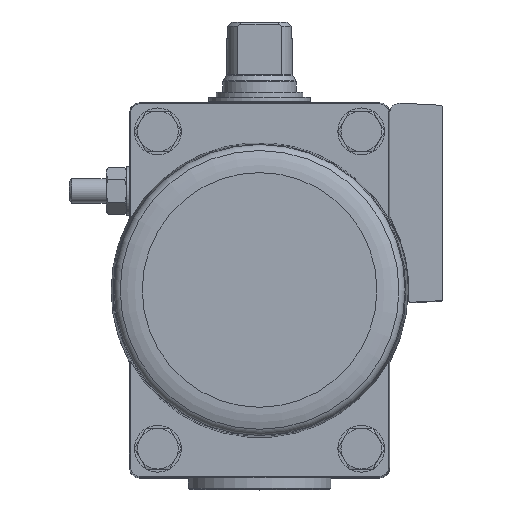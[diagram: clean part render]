
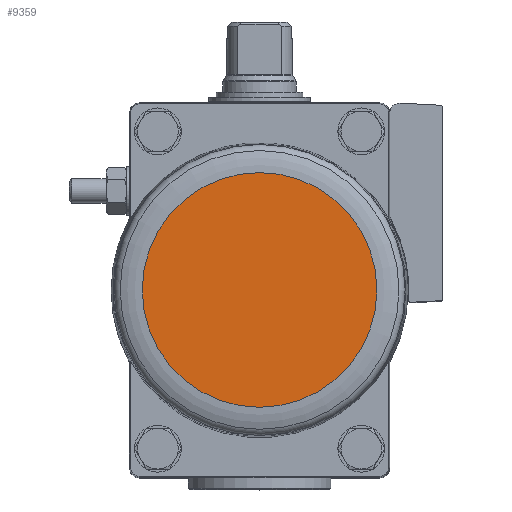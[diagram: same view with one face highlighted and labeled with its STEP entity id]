
A CAD part, top view. The second image highlights one B-rep face of the part: STEP entity #9359.
In plain terms, the highlighted planar face has unit normal (0, 0, 1).
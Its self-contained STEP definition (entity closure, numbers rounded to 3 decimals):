
#3329=ORIENTED_EDGE('',*,*,#5127,.T.);
#5127=EDGE_CURVE('',#6170,#6170,#6777,.T.);
#6170=VERTEX_POINT('',#15718);
#6777=CIRCLE('',#10333,28.85);
#7480=EDGE_LOOP('',(#3329));
#8332=FACE_BOUND('',#7480,.T.);
#8859=PLANE('',#10334);
#9359=ADVANCED_FACE('',(#8332),#8859,.F.);
#10333=AXIS2_PLACEMENT_3D('',#15717,#12466,#12467);
#10334=AXIS2_PLACEMENT_3D('',#15719,#12468,#12469);
#12466=DIRECTION('',(0.,0.,1.));
#12467=DIRECTION('',(1.,0.,0.));
#12468=DIRECTION('',(0.,0.,-1.));
#12469=DIRECTION('',(-1.,0.,0.));
#15717=CARTESIAN_POINT('',(0.,0.,85.2));
#15718=CARTESIAN_POINT('',(28.85,0.,85.2));
#15719=CARTESIAN_POINT('',(28.85,0.,85.2));
